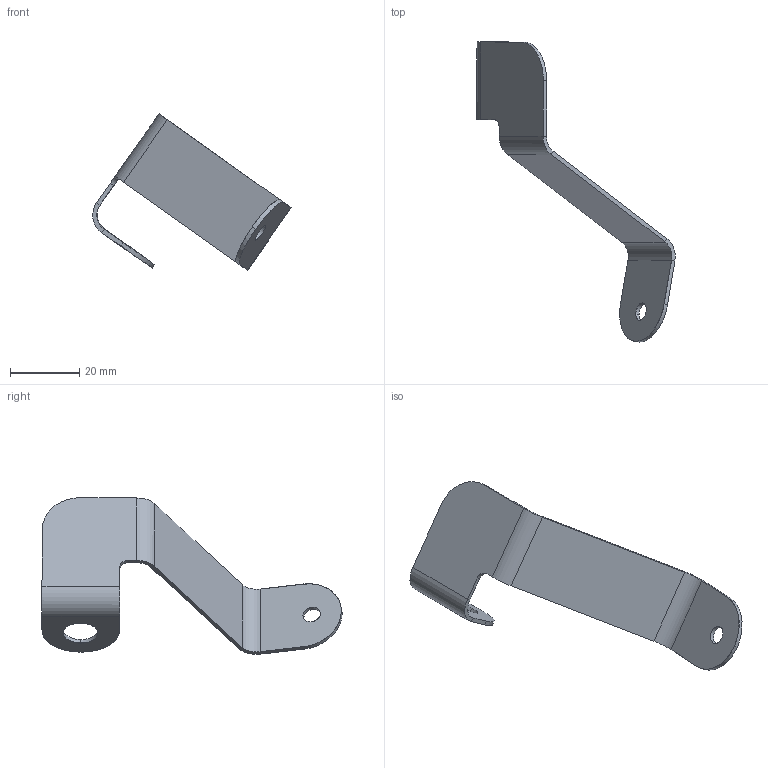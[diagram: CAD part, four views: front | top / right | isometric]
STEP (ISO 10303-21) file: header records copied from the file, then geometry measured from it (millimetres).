
FILE_DESCRIPTION(('CATIA V5 STEP Exchange','CAx-IF Rec.Pracs.--- Composite Materials ---3.4---2017-06-13'),'2;1');
FILE_NAME('V2909030320000 edit.stp','2024-05-01T18:41:11+00:00',('none'),('none'),'CATIA Version 5-6 Release 2020 SP6','CATIA V5 STEP AP203 v2','none');
FILE_SCHEMA(('CONFIG_CONTROL_DESIGN'));
Length unit declared in the file: millimetre
Products named in the file (1): Val29
Bounding box: 57.25 x 86.64 x 45.18 mm (x, y, z)
Volume: 3624.8 mm3; surface area: 7195.5 mm2
Topology: 1 solids, 3 shells, 43 faces, 108 edges, 69 vertices
Faces by surface type: plane 27, cylinder 16
Entity records: 1352 total; most frequent: CARTESIAN_POINT 339, ORIENTED_EDGE 201, DIRECTION 166, EDGE_CURVE 108, AXIS2_PLACEMENT_3D 72, VERTEX_POINT 69, VECTOR 52, LINE 52
